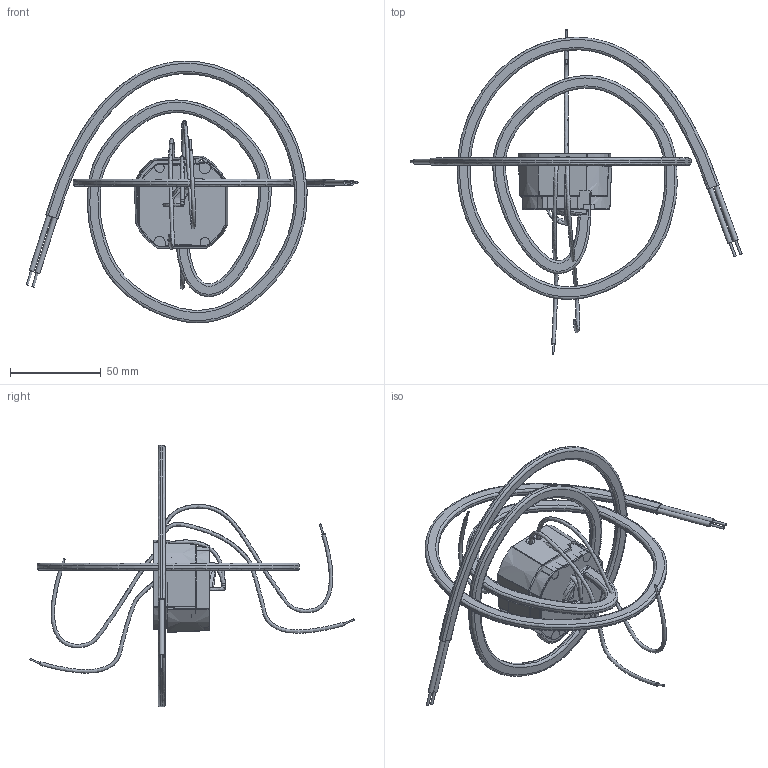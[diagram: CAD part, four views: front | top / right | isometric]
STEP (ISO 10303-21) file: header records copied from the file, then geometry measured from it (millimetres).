
FILE_DESCRIPTION( ( 'Unknown' ), '1' );
FILE_NAME( 'TIW-06-12-External-3D-Model-260315.stp', 'Unknown', ( 'Unknown' ), ( 'Unknown' ), 'PSStep 14.0', 'Unknown', ' ' );
FILE_SCHEMA( ( 'AUTOMOTIVE_DESIGN { 1 0 10303 214 1 1 1 1 }' ) );
Length unit declared in the file: millimetre
Products named in the file (7): Assem1; IPCable-Insertion210512_0; OPCable-InsertionRED210512_0; OPCableBlack-Insertion210512_0; Winsdon case 3D-dcd0044; EpoxyFill-16.03.15
Bounding box: 183.13 x 179.07 x 144.46 mm (x, y, z)
Volume: 96344 mm3; surface area: 67912 mm2
Topology: 12 solids, 12 shells, 400 faces, 992 edges, 632 vertices
Faces by surface type: plane 166, cylinder 94, bspline 68, cone 40, sphere 16, torus 12, extrusion 4
Full cylindrical faces by diameter (mm): 1 x4, 1.3 x4, 1.8 x6, 1.9 x4, 2 x6, 2.8 x4, 3.2 x4
Entity records: 17370 total; most frequent: CARTESIAN_POINT 11028, ORIENTED_EDGE 926, DIRECTION 798, EDGE_CURVE 463, AXIS2_PLACEMENT_3D 319, VERTEX_POINT 306, PRESENTATION_STYLE_ASSIGNMENT 294, COLOUR_RGB 294
